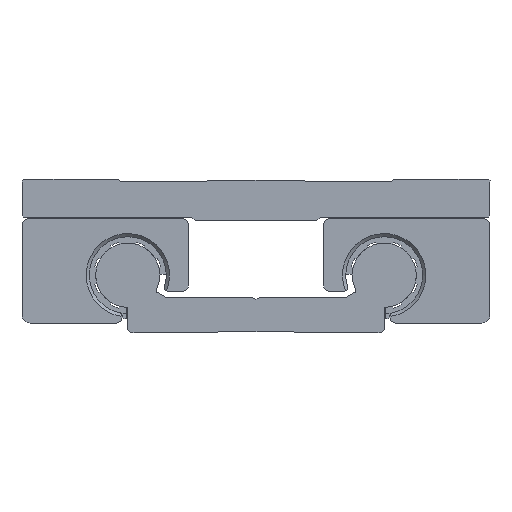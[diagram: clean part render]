
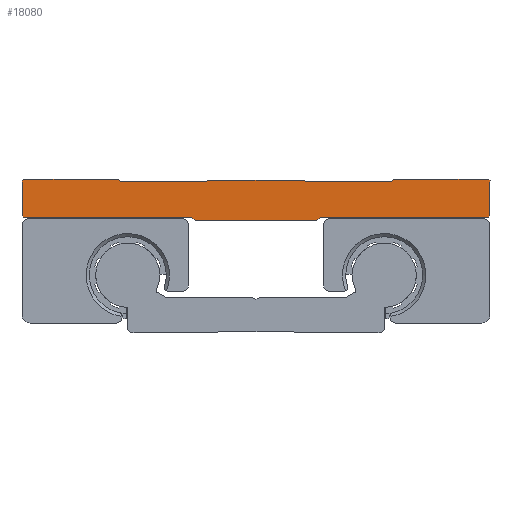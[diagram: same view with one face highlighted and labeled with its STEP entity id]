
A CAD part, front view. The second image highlights one B-rep face of the part: STEP entity #18080.
In plain terms, the highlighted planar face has unit normal (0, -1, 0).
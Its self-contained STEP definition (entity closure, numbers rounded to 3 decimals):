
#758=PLANE($,#19239);
#1641=FACE_OUTER_BOUND($,#2684,.T.);
#2684=EDGE_LOOP($,(#12940,#12941,#12942,#12943,#12944,#12945,#12946,#12947,
#12948,#12949,#12950,#12951,#12952,#12953,#12954,#12955,#12956,#12957,#12958,
#12959));
#3718=LINE($,#27135,#5547);
#3722=LINE($,#27144,#5551);
#3726=LINE($,#27151,#5555);
#3729=LINE($,#27157,#5558);
#3732=LINE($,#27163,#5561);
#3735=LINE($,#27169,#5564);
#3738=LINE($,#27175,#5567);
#3741=LINE($,#27181,#5570);
#3744=LINE($,#27187,#5573);
#3747=LINE($,#27193,#5576);
#3750=LINE($,#27199,#5579);
#3753=LINE($,#27205,#5582);
#3756=LINE($,#27211,#5585);
#3759=LINE($,#27217,#5588);
#3762=LINE($,#27223,#5591);
#3765=LINE($,#27229,#5594);
#3768=LINE($,#27237,#5597);
#3771=LINE($,#27241,#5600);
#3774=LINE($,#27246,#5603);
#3775=LINE($,#27247,#5604);
#5547=VECTOR($,#21340,0.707);
#5551=VECTOR($,#21346,0.424);
#5555=VECTOR($,#21352,5.4);
#5558=VECTOR($,#21357,0.424);
#5561=VECTOR($,#21362,14.7);
#5564=VECTOR($,#21367,0.537);
#5567=VECTOR($,#21372,13.42);
#5570=VECTOR($,#21377,0.283);
#5573=VECTOR($,#21382,15.);
#5576=VECTOR($,#21387,0.283);
#5579=VECTOR($,#21392,13.42);
#5582=VECTOR($,#21397,0.537);
#5585=VECTOR($,#21402,14.7);
#5588=VECTOR($,#21407,0.424);
#5591=VECTOR($,#21412,5.4);
#5594=VECTOR($,#21417,0.424);
#5597=VECTOR($,#21422,0.707);
#5600=VECTOR($,#21427,19.);
#5603=VECTOR($,#21434,26.2);
#5604=VECTOR($,#21435,26.2);
#8301=VERTEX_POINT($,#27132);
#8302=VERTEX_POINT($,#27134);
#8305=VERTEX_POINT($,#27141);
#8306=VERTEX_POINT($,#27143);
#8308=VERTEX_POINT($,#27149);
#8310=VERTEX_POINT($,#27155);
#8312=VERTEX_POINT($,#27161);
#8314=VERTEX_POINT($,#27167);
#8316=VERTEX_POINT($,#27173);
#8318=VERTEX_POINT($,#27179);
#8320=VERTEX_POINT($,#27185);
#8322=VERTEX_POINT($,#27191);
#8324=VERTEX_POINT($,#27197);
#8326=VERTEX_POINT($,#27203);
#8328=VERTEX_POINT($,#27209);
#8330=VERTEX_POINT($,#27215);
#8332=VERTEX_POINT($,#27221);
#8334=VERTEX_POINT($,#27227);
#8337=VERTEX_POINT($,#27234);
#8338=VERTEX_POINT($,#27236);
#10108=EDGE_CURVE($,#8302,#8301,#3718,.T.);
#10112=EDGE_CURVE($,#8306,#8305,#3722,.T.);
#10116=EDGE_CURVE($,#8305,#8308,#3726,.T.);
#10119=EDGE_CURVE($,#8308,#8310,#3729,.T.);
#10122=EDGE_CURVE($,#8310,#8312,#3732,.T.);
#10125=EDGE_CURVE($,#8312,#8314,#3735,.T.);
#10128=EDGE_CURVE($,#8314,#8316,#3738,.T.);
#10131=EDGE_CURVE($,#8316,#8318,#3741,.T.);
#10134=EDGE_CURVE($,#8318,#8320,#3744,.T.);
#10137=EDGE_CURVE($,#8320,#8322,#3747,.T.);
#10140=EDGE_CURVE($,#8322,#8324,#3750,.T.);
#10143=EDGE_CURVE($,#8324,#8326,#3753,.T.);
#10146=EDGE_CURVE($,#8326,#8328,#3756,.T.);
#10149=EDGE_CURVE($,#8328,#8330,#3759,.T.);
#10152=EDGE_CURVE($,#8330,#8332,#3762,.T.);
#10155=EDGE_CURVE($,#8332,#8334,#3765,.T.);
#10158=EDGE_CURVE($,#8338,#8337,#3768,.T.);
#10161=EDGE_CURVE($,#8337,#8302,#3771,.T.);
#10164=EDGE_CURVE($,#8301,#8306,#3774,.T.);
#10165=EDGE_CURVE($,#8334,#8338,#3775,.T.);
#12940=ORIENTED_EDGE($,*,*,#10161,.T.);
#12941=ORIENTED_EDGE($,*,*,#10108,.T.);
#12942=ORIENTED_EDGE($,*,*,#10164,.T.);
#12943=ORIENTED_EDGE($,*,*,#10112,.T.);
#12944=ORIENTED_EDGE($,*,*,#10116,.T.);
#12945=ORIENTED_EDGE($,*,*,#10119,.T.);
#12946=ORIENTED_EDGE($,*,*,#10122,.T.);
#12947=ORIENTED_EDGE($,*,*,#10125,.T.);
#12948=ORIENTED_EDGE($,*,*,#10128,.T.);
#12949=ORIENTED_EDGE($,*,*,#10131,.T.);
#12950=ORIENTED_EDGE($,*,*,#10134,.T.);
#12951=ORIENTED_EDGE($,*,*,#10137,.T.);
#12952=ORIENTED_EDGE($,*,*,#10140,.T.);
#12953=ORIENTED_EDGE($,*,*,#10143,.T.);
#12954=ORIENTED_EDGE($,*,*,#10146,.T.);
#12955=ORIENTED_EDGE($,*,*,#10149,.T.);
#12956=ORIENTED_EDGE($,*,*,#10152,.T.);
#12957=ORIENTED_EDGE($,*,*,#10155,.T.);
#12958=ORIENTED_EDGE($,*,*,#10165,.T.);
#12959=ORIENTED_EDGE($,*,*,#10158,.T.);
#18080=ADVANCED_FACE($,(#1641),#758,.T.);
#19239=AXIS2_PLACEMENT_3D($,#27245,#21432,#21433);
#21340=DIRECTION($,(0.707,0.,0.707));
#21346=DIRECTION($,(0.707,0.,0.707));
#21352=DIRECTION($,(0.,0.,1.));
#21357=DIRECTION($,(-0.707,0.,0.707));
#21362=DIRECTION($,(-1.,0.,0.));
#21367=DIRECTION($,(-0.707,0.,-0.707));
#21372=DIRECTION($,(-1.,0.,0.));
#21377=DIRECTION($,(-0.707,0.,0.707));
#21382=DIRECTION($,(-1.,0.,0.));
#21387=DIRECTION($,(-0.707,0.,-0.707));
#21392=DIRECTION($,(-1.,0.,0.));
#21397=DIRECTION($,(-0.707,0.,0.707));
#21402=DIRECTION($,(-1.,0.,0.));
#21407=DIRECTION($,(-0.707,0.,-0.707));
#21412=DIRECTION($,(0.,0.,-1.));
#21417=DIRECTION($,(0.707,0.,-0.707));
#21422=DIRECTION($,(0.707,0.,-0.707));
#21427=DIRECTION($,(1.,0.,0.));
#21432=DIRECTION('center_axis',(0.,-1.,0.));
#21433=DIRECTION('ref_axis',(1.,0.,0.));
#21434=DIRECTION($,(1.,0.,0.));
#21435=DIRECTION($,(1.,0.,0.));
#27132=CARTESIAN_POINT('',(10.,0.,18.));
#27134=CARTESIAN_POINT('',(9.5,0.,17.5));
#27135=CARTESIAN_POINT($,(9.5,0.,17.5));
#27141=CARTESIAN_POINT('',(36.5,0.,18.3));
#27143=CARTESIAN_POINT('',(36.2,0.,18.));
#27144=CARTESIAN_POINT($,(36.2,0.,18.));
#27149=CARTESIAN_POINT('',(36.5,0.,23.7));
#27151=CARTESIAN_POINT($,(36.5,0.,18.3));
#27155=CARTESIAN_POINT('',(36.2,0.,24.));
#27157=CARTESIAN_POINT($,(36.5,0.,23.7));
#27161=CARTESIAN_POINT('',(21.5,0.,24.));
#27163=CARTESIAN_POINT($,(36.2,0.,24.));
#27167=CARTESIAN_POINT('',(21.12,0.,23.62));
#27169=CARTESIAN_POINT($,(21.5,0.,24.));
#27173=CARTESIAN_POINT('',(7.7,0.,23.62));
#27175=CARTESIAN_POINT($,(21.12,0.,23.62));
#27179=CARTESIAN_POINT('',(7.5,0.,23.82));
#27181=CARTESIAN_POINT($,(7.7,0.,23.62));
#27185=CARTESIAN_POINT('',(-7.5,0.,23.82));
#27187=CARTESIAN_POINT($,(7.5,0.,23.82));
#27191=CARTESIAN_POINT('',(-7.7,0.,23.62));
#27193=CARTESIAN_POINT($,(-7.5,0.,23.82));
#27197=CARTESIAN_POINT('',(-21.12,0.,23.62));
#27199=CARTESIAN_POINT($,(-7.7,0.,23.62));
#27203=CARTESIAN_POINT('',(-21.5,0.,24.));
#27205=CARTESIAN_POINT($,(-21.12,0.,23.62));
#27209=CARTESIAN_POINT('',(-36.2,0.,24.));
#27211=CARTESIAN_POINT($,(-21.5,0.,24.));
#27215=CARTESIAN_POINT('',(-36.5,0.,23.7));
#27217=CARTESIAN_POINT($,(-36.2,0.,24.));
#27221=CARTESIAN_POINT('',(-36.5,0.,18.3));
#27223=CARTESIAN_POINT($,(-36.5,0.,23.7));
#27227=CARTESIAN_POINT('',(-36.2,0.,18.));
#27229=CARTESIAN_POINT($,(-36.5,0.,18.3));
#27234=CARTESIAN_POINT('',(-9.5,0.,17.5));
#27236=CARTESIAN_POINT('',(-10.,0.,18.));
#27237=CARTESIAN_POINT($,(-10.,0.,18.));
#27241=CARTESIAN_POINT($,(0.,0.,17.5));
#27245=CARTESIAN_POINT('Origin',(0.,0.,20.855));
#27246=CARTESIAN_POINT($,(10.,0.,18.));
#27247=CARTESIAN_POINT($,(-36.2,0.,18.));
